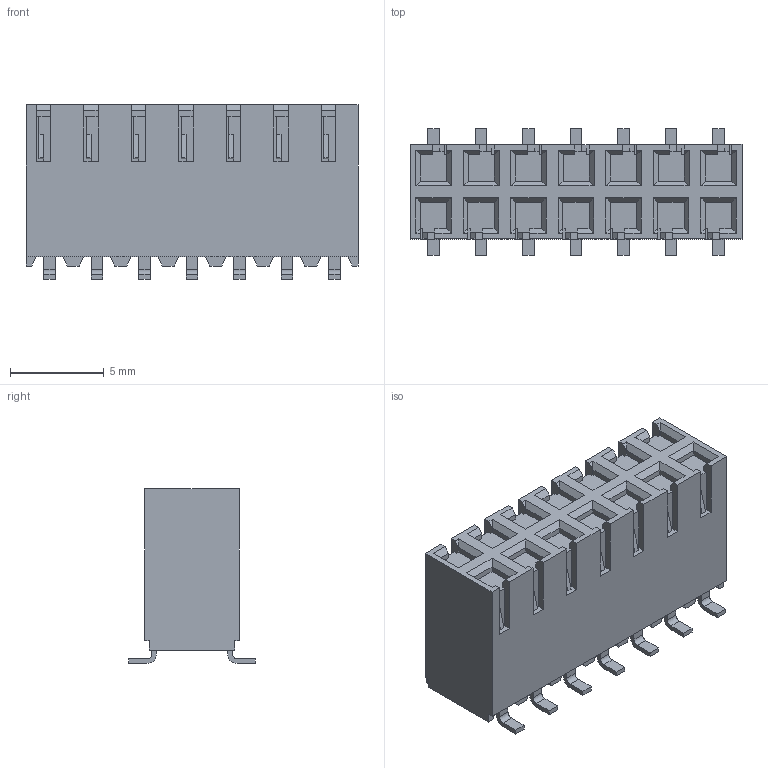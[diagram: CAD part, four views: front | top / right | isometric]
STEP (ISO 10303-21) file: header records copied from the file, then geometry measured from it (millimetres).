
FILE_DESCRIPTION((''),'2;1');
FILE_NAME('015453114','2016-12-06T',('ksrinivasara'),(''),'PRO/ENGINEER BY PARAMETRIC TECHNOLOGY CORPORATION, 2012310','PRO/ENGINEER BY PARAMETRIC TECHNOLOGY CORPORATION, 2012310','');
FILE_SCHEMA(('CONFIG_CONTROL_DESIGN'));
Length unit declared in the file: inch
Products named in the file (1): 015453114
Bounding box: 17.75 x 6.76 x 9.35 mm (x, y, z)
Volume: 715.4 mm3; surface area: 725 mm2
Topology: 1 solids, 1 shells, 464 faces, 1312 edges, 870 vertices
Faces by surface type: plane 429, cylinder 28, bspline 7
Entity records: 14775 total; most frequent: CARTESIAN_POINT 2752, ORIENTED_EDGE 2512, DIRECTION 2284, VECTOR 1256, LINE 1256, EDGE_CURVE 1256, VERTEX_POINT 814, AXIS2_PLACEMENT_3D 514
